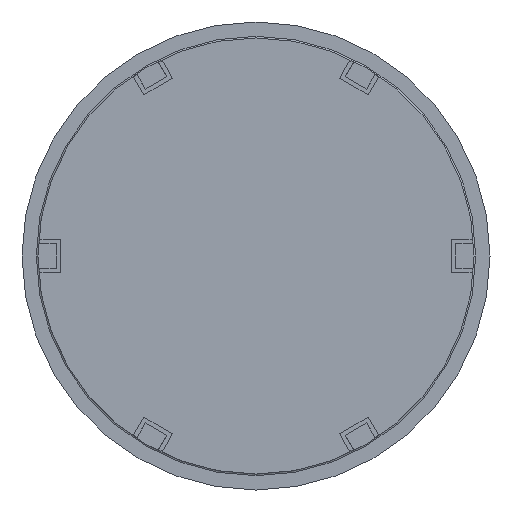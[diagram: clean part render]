
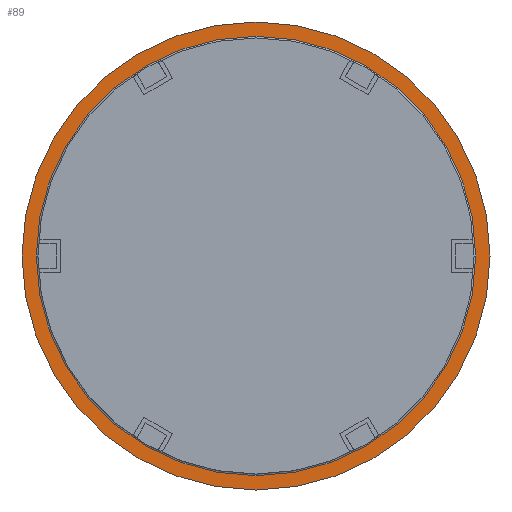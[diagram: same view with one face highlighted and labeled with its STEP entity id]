
A CAD part, front view. The second image highlights one B-rep face of the part: STEP entity #89.
In plain terms, the highlighted face is planar.
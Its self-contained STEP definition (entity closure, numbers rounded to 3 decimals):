
#37 = DIRECTION ( 'NONE',  ( 0., 0., 1. ) ) ;
#89 = ADVANCED_FACE ( 'NONE', ( #1844, #851 ), #2030, .F. ) ;
#103 = AXIS2_PLACEMENT_3D ( 'NONE', #1075, #37, #2358 ) ;
#370 = DIRECTION ( 'NONE',  ( 0., 0., 1. ) ) ;
#414 = CARTESIAN_POINT ( 'NONE',  ( -147., 0., -3.3 ) ) ;
#476 = EDGE_CURVE ( 'NONE', #2644, #2242, #1013, .T. ) ;
#646 = EDGE_CURVE ( 'NONE', #799, #2604, #2296, .T. ) ;
#799 = VERTEX_POINT ( 'NONE', #414 ) ;
#805 = DIRECTION ( 'NONE',  ( 1., 0., 0. ) ) ;
#851 = FACE_BOUND ( 'NONE', #2503, .T. ) ;
#862 = CIRCLE ( 'NONE', #2527, 147. ) ;
#889 = DIRECTION ( 'NONE',  ( 0., 0., -1. ) ) ;
#916 = ORIENTED_EDGE ( 'NONE', *, *, #646, .T. ) ;
#985 = CARTESIAN_POINT ( 'NONE',  ( 0., 0., -3.3 ) ) ;
#1013 = CIRCLE ( 'NONE', #1248, 137.983 ) ;
#1075 = CARTESIAN_POINT ( 'NONE',  ( 0., 0., -3.3 ) ) ;
#1144 = CARTESIAN_POINT ( 'NONE',  ( 0., 0., -3.3 ) ) ;
#1248 = AXIS2_PLACEMENT_3D ( 'NONE', #985, #370, #2706 ) ;
#1291 = CARTESIAN_POINT ( 'NONE',  ( 0., 0., -3.3 ) ) ;
#1320 = ORIENTED_EDGE ( 'NONE', *, *, #476, .T. ) ;
#1350 = ORIENTED_EDGE ( 'NONE', *, *, #1586, .T. ) ;
#1444 = DIRECTION ( 'NONE',  ( 0., 0., -1. ) ) ;
#1488 = EDGE_CURVE ( 'NONE', #2242, #2644, #1501, .T. ) ;
#1501 = CIRCLE ( 'NONE', #103, 137.983 ) ;
#1565 = CARTESIAN_POINT ( 'NONE',  ( 147., 0., -3.3 ) ) ;
#1586 = EDGE_CURVE ( 'NONE', #2604, #799, #862, .T. ) ;
#1812 = AXIS2_PLACEMENT_3D ( 'NONE', #2385, #1888, #805 ) ;
#1844 = FACE_OUTER_BOUND ( 'NONE', #1939, .T. ) ;
#1879 = ORIENTED_EDGE ( 'NONE', *, *, #1488, .T. ) ;
#1881 = DIRECTION ( 'NONE',  ( 1., 0., 0. ) ) ;
#1888 = DIRECTION ( 'NONE',  ( 0., 0., 1. ) ) ;
#1939 = EDGE_LOOP ( 'NONE', ( #1350, #916 ) ) ;
#1960 = CARTESIAN_POINT ( 'NONE',  ( 137.983, 0., -3.3 ) ) ;
#2030 = PLANE ( 'NONE',  #1812 ) ;
#2242 = VERTEX_POINT ( 'NONE', #1960 ) ;
#2296 = CIRCLE ( 'NONE', #2442, 147. ) ;
#2358 = DIRECTION ( 'NONE',  ( 1., 0., 0. ) ) ;
#2385 = CARTESIAN_POINT ( 'NONE',  ( 0., 0., -3.3 ) ) ;
#2442 = AXIS2_PLACEMENT_3D ( 'NONE', #1144, #1444, #2482 ) ;
#2482 = DIRECTION ( 'NONE',  ( 1., 0., 0. ) ) ;
#2503 = EDGE_LOOP ( 'NONE', ( #1879, #1320 ) ) ;
#2527 = AXIS2_PLACEMENT_3D ( 'NONE', #1291, #889, #1881 ) ;
#2604 = VERTEX_POINT ( 'NONE', #1565 ) ;
#2644 = VERTEX_POINT ( 'NONE', #2654 ) ;
#2654 = CARTESIAN_POINT ( 'NONE',  ( -137.983, 0., -3.3 ) ) ;
#2706 = DIRECTION ( 'NONE',  ( 1., 0., 0. ) ) ;
